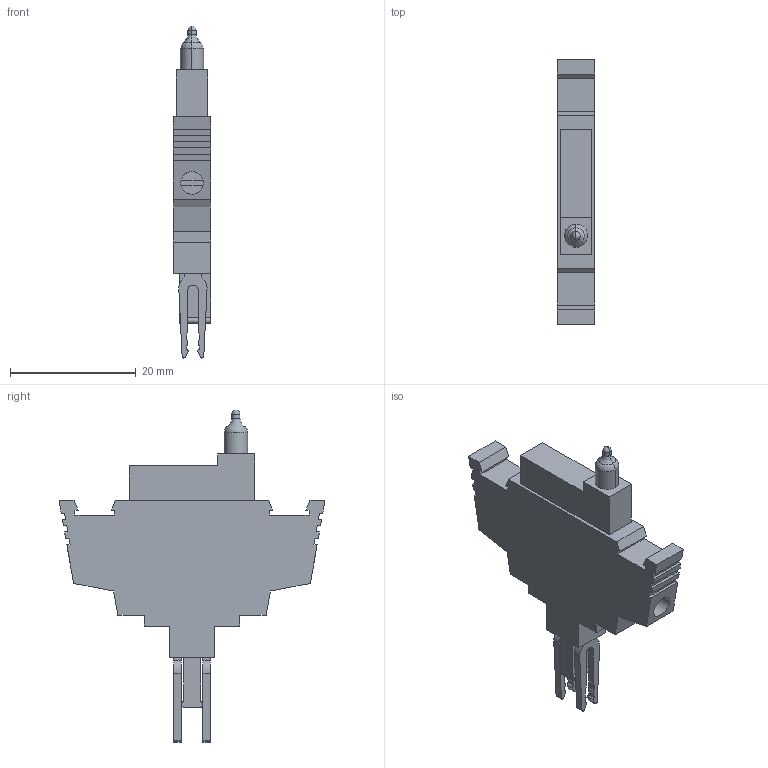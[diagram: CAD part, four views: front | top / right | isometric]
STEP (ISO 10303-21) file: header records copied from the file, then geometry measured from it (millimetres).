
FILE_DESCRIPTION(('Creo Elements/Direct Modeling STEP Export'),'2;1');
FILE_NAME('model.stp','2019-07-17T15:34:43',(''),(''),'Creo Elements/Direct Modeling STEP processor for AP214 (Solid Model)','Creo Elements/Direct Modeling 20.1A 29-Sep-2018 (C) Parametric Technology GmbH','');
FILE_SCHEMA(('AUTOMOTIVE_DESIGN { 1 0 10303 214 1 1 1 1 }'));
Length unit declared in the file: millimetre
Products named in the file (2): ST-BE-LA230-SELECT
Assembly tree (1 placements, depth 2):
  ST-BE-LA230-SELECT
    ST-BE-LA230-SELECT
Bounding box: 6 x 42.37 x 52.9 mm (x, y, z)
Volume: 4941.2 mm3; surface area: 3082.5 mm2
Topology: 1 solids, 1 shells, 145 faces, 408 edges, 269 vertices
Faces by surface type: plane 111, cylinder 28, torus 4, sphere 2
Entity records: 5709 total; most frequent: ORIENTED_EDGE 812, CARTESIAN_POINT 796, DIRECTION 722, EDGE_CURVE 406, VECTOR 332, LINE 332, VERTEX_POINT 269, AXIS2_PLACEMENT_3D 195
